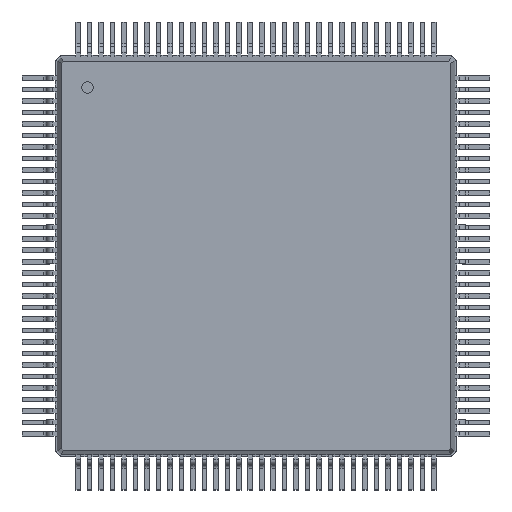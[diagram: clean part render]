
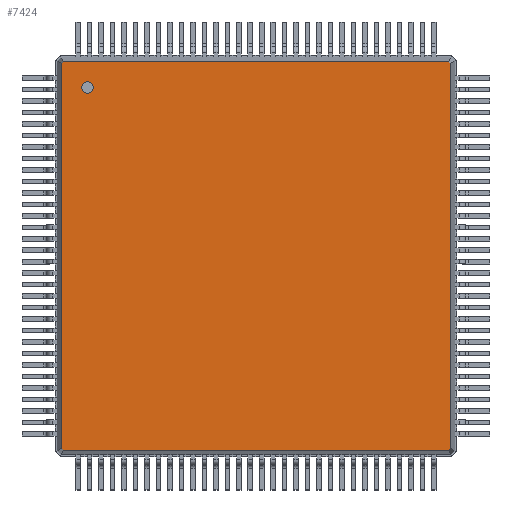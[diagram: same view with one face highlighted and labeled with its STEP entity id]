
A CAD part, top view. The second image highlights one B-rep face of the part: STEP entity #7424.
In plain terms, the highlighted planar face has unit normal (0, 0, 1).
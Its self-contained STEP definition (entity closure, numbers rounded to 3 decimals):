
#13=DIRECTION('',(0.,0.,1.));
#65=VECTOR('',#66,1.);
#66=DIRECTION('',(1.,0.,0.));
#511=DIRECTION('',(0.,-1.,0.));
#610=VECTOR('',#611,1.);
#611=DIRECTION('',(0.707,-0.707,0.));
#617=VECTOR('',#511,1.);
#623=VECTOR('',#624,1.);
#624=DIRECTION('',(-0.707,-0.707,0.));
#630=VECTOR('',#631,1.);
#631=DIRECTION('',(-1.,0.,0.));
#637=VECTOR('',#638,1.);
#638=DIRECTION('',(-0.707,0.707,0.));
#644=VECTOR('',#645,1.);
#645=DIRECTION('',(0.,1.,0.));
#649=VECTOR('',#650,1.);
#650=DIRECTION('',(0.707,0.707,0.));
#2174=VERTEX_POINT('',#2175);
#2175=CARTESIAN_POINT('',(6.713,6.776,1.6));
#2177=ORIENTED_EDGE('',*,*,#2178,.F.);
#2178=EDGE_CURVE('',#2179,#2174,#2181,.T.);
#2179=VERTEX_POINT('',#2180);
#2180=CARTESIAN_POINT('',(-6.713,6.776,1.6));
#2181=LINE('',#2180,#65);
#7415=ORIENTED_EDGE('',*,*,#7416,.F.);
#7416=EDGE_CURVE('',#7417,#2179,#7419,.T.);
#7417=VERTEX_POINT('',#7418);
#7418=CARTESIAN_POINT('',(-6.776,6.713,1.6));
#7419=LINE('',#7418,#649);
#7424=ADVANCED_FACE('',(#7425,#7455),#7464,.T.);
#7425=FACE_BOUND('',#7426,.T.);
#7426=EDGE_LOOP('',(#2177,#7415,#7427,#7432,#7437,#7442,#7447,#7452));
#7427=ORIENTED_EDGE('',*,*,#7428,.F.);
#7428=EDGE_CURVE('',#7429,#7417,#7431,.T.);
#7429=VERTEX_POINT('',#7430);
#7430=CARTESIAN_POINT('',(-6.776,-6.713,1.6));
#7431=LINE('',#7430,#644);
#7432=ORIENTED_EDGE('',*,*,#7433,.F.);
#7433=EDGE_CURVE('',#7434,#7429,#7436,.T.);
#7434=VERTEX_POINT('',#7435);
#7435=CARTESIAN_POINT('',(-6.713,-6.776,1.6));
#7436=LINE('',#7435,#637);
#7437=ORIENTED_EDGE('',*,*,#7438,.F.);
#7438=EDGE_CURVE('',#7439,#7434,#7441,.T.);
#7439=VERTEX_POINT('',#7440);
#7440=CARTESIAN_POINT('',(6.713,-6.776,1.6));
#7441=LINE('',#7440,#630);
#7442=ORIENTED_EDGE('',*,*,#7443,.F.);
#7443=EDGE_CURVE('',#7444,#7439,#7446,.T.);
#7444=VERTEX_POINT('',#7445);
#7445=CARTESIAN_POINT('',(6.776,-6.713,1.6));
#7446=LINE('',#7445,#623);
#7447=ORIENTED_EDGE('',*,*,#7448,.F.);
#7448=EDGE_CURVE('',#7449,#7444,#7451,.T.);
#7449=VERTEX_POINT('',#7450);
#7450=CARTESIAN_POINT('',(6.776,6.713,1.6));
#7451=LINE('',#7450,#617);
#7452=ORIENTED_EDGE('',*,*,#7453,.F.);
#7453=EDGE_CURVE('',#2174,#7449,#7454,.T.);
#7454=LINE('',#2175,#610);
#7455=FACE_BOUND('',#7456,.T.);
#7456=EDGE_LOOP('',(#7457));
#7457=ORIENTED_EDGE('',*,*,#7458,.F.);
#7458=EDGE_CURVE('',#7459,#7459,#7461,.T.);
#7459=VERTEX_POINT('',#7460);
#7460=CARTESIAN_POINT('',(-5.876,5.676,1.6));
#7461=CIRCLE('',#7462,0.2);
#7462=AXIS2_PLACEMENT_3D('',#7463,#13,#511);
#7463=CARTESIAN_POINT('',(-5.876,5.876,1.6));
#7464=PLANE('',#7465);
#7465=AXIS2_PLACEMENT_3D('',#2180,#13,#7466);
#7466=DIRECTION('',(0.704,-0.71,0.));
